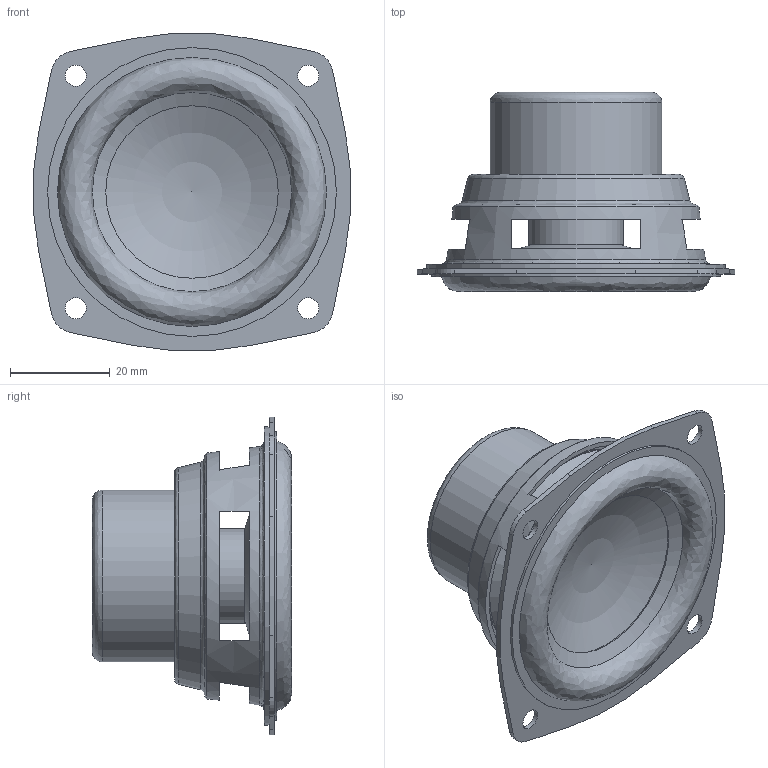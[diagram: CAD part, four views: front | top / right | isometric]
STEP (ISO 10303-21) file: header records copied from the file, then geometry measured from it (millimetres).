
FILE_DESCRIPTION(('FreeCAD Model'),'2;1');
FILE_NAME('Dayton_ND64.step','2021-03-23T14:35:12',('Author'),(''), 'Open CASCADE STEP processor 7.3','FreeCAD','Unknown');
FILE_SCHEMA(('AUTOMOTIVE_DESIGN { 1 0 10303 214 1 1 1 1 }'));
Length unit declared in the file: millimetre
Products named in the file (1): Dayton_ND64
Bounding box: 63.73 x 40.02 x 63.73 mm (x, y, z)
Volume: 23527.6 mm3; surface area: 33109.8 mm2
Topology: 7 solids, 7 shells, 103 faces, 228 edges, 143 vertices
Faces by surface type: plane 44, cylinder 27, cone 22, revolution 8, sphere 2
Full cylindrical faces by diameter (mm): 4.2 x4, 10 x1, 17 x1, 18 x1, 19 x3, 20 x1, 21 x1, 27 x1, 34.036 x1, 34.5 x1, 44.6 x1, 50 x1, 58 x1, 60 x1
Entity records: 6726 total; most frequent: CARTESIAN_POINT 1141, DIRECTION 989, ORIENTED_EDGE 452, PCURVE 452, DEFINITIONAL_REPRESENTATION 452, LINE 429, VECTOR 429, AXIS2_PLACEMENT_3D 239
